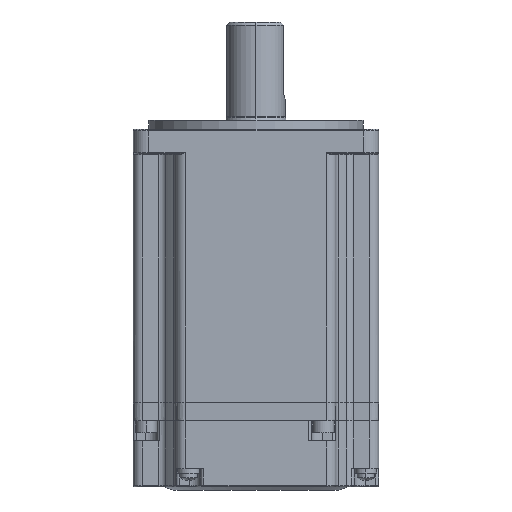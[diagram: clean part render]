
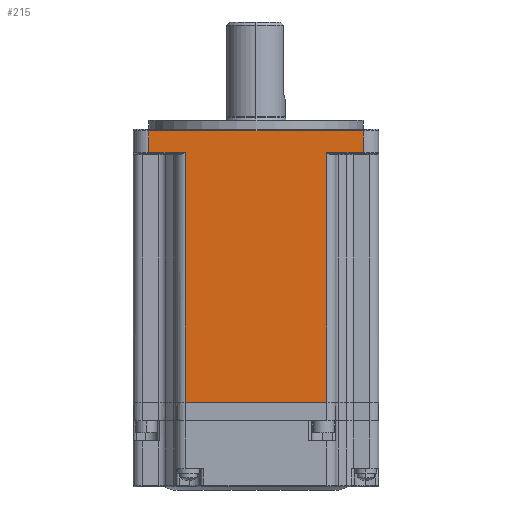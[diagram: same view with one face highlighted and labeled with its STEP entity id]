
A CAD part, front view. The second image highlights one B-rep face of the part: STEP entity #215.
In plain terms, the highlighted planar face has unit normal (0, -1, 0).
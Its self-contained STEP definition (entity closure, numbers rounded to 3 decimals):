
#215 = ADVANCED_FACE ( 'NONE', ( #18714 ), #1209, .F. ) ;
#525 = VERTEX_POINT ( 'NONE', #10111 ) ;
#1093 = EDGE_CURVE ( 'NONE', #5948, #9269, #28809, .T. ) ;
#1209 = PLANE ( 'NONE',  #11311 ) ;
#2264 = ORIENTED_EDGE ( 'NONE', *, *, #15797, .F. ) ;
#2933 = EDGE_CURVE ( 'NONE', #32020, #14278, #20738, .T. ) ;
#3511 = EDGE_CURVE ( 'NONE', #9269, #7760, #31550, .T. ) ;
#3806 = CARTESIAN_POINT ( 'NONE',  ( 35., -40., 0.5 ) ) ;
#4509 = DIRECTION ( 'NONE',  ( -1., 0., 0. ) ) ;
#5916 = EDGE_CURVE ( 'NONE', #525, #5948, #6356, .T. ) ;
#5948 = VERTEX_POINT ( 'NONE', #31825 ) ;
#6356 = LINE ( 'NONE', #16244, #31919 ) ;
#6604 = DIRECTION ( 'NONE',  ( 1., 0., 0. ) ) ;
#6636 = CARTESIAN_POINT ( 'NONE',  ( 35., -40., 8. ) ) ;
#6789 = CARTESIAN_POINT ( 'NONE',  ( 35., -40., 7.5 ) ) ;
#7760 = VERTEX_POINT ( 'NONE', #15015 ) ;
#8032 = LINE ( 'NONE', #28119, #18572 ) ;
#9269 = VERTEX_POINT ( 'NONE', #23430 ) ;
#9318 = DIRECTION ( 'NONE',  ( 0., 0., -1. ) ) ;
#9947 = CARTESIAN_POINT ( 'NONE',  ( -23., -40., 8. ) ) ;
#10111 = CARTESIAN_POINT ( 'NONE',  ( -35., -40., 7.5 ) ) ;
#10848 = DIRECTION ( 'NONE',  ( 0., 0., 1. ) ) ;
#11311 = AXIS2_PLACEMENT_3D ( 'NONE', #20672, #28601, #13527 ) ;
#12029 = VECTOR ( 'NONE', #10848, 1000. ) ;
#13062 = ORIENTED_EDGE ( 'NONE', *, *, #24686, .T. ) ;
#13302 = ORIENTED_EDGE ( 'NONE', *, *, #5916, .T. ) ;
#13527 = DIRECTION ( 'NONE',  ( 0., 0., 1. ) ) ;
#13707 = ORIENTED_EDGE ( 'NONE', *, *, #2933, .T. ) ;
#14108 = LINE ( 'NONE', #21251, #30431 ) ;
#14246 = ORIENTED_EDGE ( 'NONE', *, *, #1093, .T. ) ;
#14278 = VERTEX_POINT ( 'NONE', #20373 ) ;
#15015 = CARTESIAN_POINT ( 'NONE',  ( -23., -40., -81. ) ) ;
#15178 = VECTOR ( 'NONE', #9318, 1000. ) ;
#15628 = DIRECTION ( 'NONE',  ( -1., 0., 0. ) ) ;
#15797 = EDGE_CURVE ( 'NONE', #32020, #7760, #8032, .T. ) ;
#16244 = CARTESIAN_POINT ( 'NONE',  ( -35., -40., 8. ) ) ;
#16531 = DIRECTION ( 'NONE',  ( 0., 0., 1. ) ) ;
#17098 = VECTOR ( 'NONE', #4509, 1000. ) ;
#17309 = LINE ( 'NONE', #22334, #17098 ) ;
#18572 = VECTOR ( 'NONE', #15628, 1000. ) ;
#18714 = FACE_OUTER_BOUND ( 'NONE', #22706, .T. ) ;
#19942 = ORIENTED_EDGE ( 'NONE', *, *, #27049, .T. ) ;
#20373 = CARTESIAN_POINT ( 'NONE',  ( 23., -40., 0.5 ) ) ;
#20672 = CARTESIAN_POINT ( 'NONE',  ( -40., -40., 8. ) ) ;
#20738 = LINE ( 'NONE', #31412, #12029 ) ;
#21013 = ORIENTED_EDGE ( 'NONE', *, *, #3511, .T. ) ;
#21251 = CARTESIAN_POINT ( 'NONE',  ( -40., -40., 0.5 ) ) ;
#22334 = CARTESIAN_POINT ( 'NONE',  ( -35., -40., 7.5 ) ) ;
#22706 = EDGE_LOOP ( 'NONE', ( #24171, #19942, #13302, #14246, #21013, #2264, #13707, #13062 ) ) ;
#23430 = CARTESIAN_POINT ( 'NONE',  ( -23., -40., 0.5 ) ) ;
#23826 = LINE ( 'NONE', #6636, #24255 ) ;
#24012 = DIRECTION ( 'NONE',  ( 1., 0., 0. ) ) ;
#24171 = ORIENTED_EDGE ( 'NONE', *, *, #26351, .T. ) ;
#24255 = VECTOR ( 'NONE', #16531, 1000. ) ;
#24357 = DIRECTION ( 'NONE',  ( 0., 0., -1. ) ) ;
#24686 = EDGE_CURVE ( 'NONE', #14278, #29158, #14108, .T. ) ;
#26351 = EDGE_CURVE ( 'NONE', #29158, #31096, #23826, .T. ) ;
#27049 = EDGE_CURVE ( 'NONE', #31096, #525, #17309, .T. ) ;
#27857 = VECTOR ( 'NONE', #6604, 1000. ) ;
#28119 = CARTESIAN_POINT ( 'NONE',  ( -26., -40., -81. ) ) ;
#28167 = CARTESIAN_POINT ( 'NONE',  ( -40., -40., 0.5 ) ) ;
#28601 = DIRECTION ( 'NONE',  ( 0., 1., 0. ) ) ;
#28809 = LINE ( 'NONE', #28167, #27857 ) ;
#29004 = CARTESIAN_POINT ( 'NONE',  ( 23., -40., -81. ) ) ;
#29158 = VERTEX_POINT ( 'NONE', #3806 ) ;
#30431 = VECTOR ( 'NONE', #24012, 1000. ) ;
#31096 = VERTEX_POINT ( 'NONE', #6789 ) ;
#31412 = CARTESIAN_POINT ( 'NONE',  ( 23., -40., 8. ) ) ;
#31550 = LINE ( 'NONE', #9947, #15178 ) ;
#31825 = CARTESIAN_POINT ( 'NONE',  ( -35., -40., 0.5 ) ) ;
#31919 = VECTOR ( 'NONE', #24357, 1000. ) ;
#32020 = VERTEX_POINT ( 'NONE', #29004 ) ;
